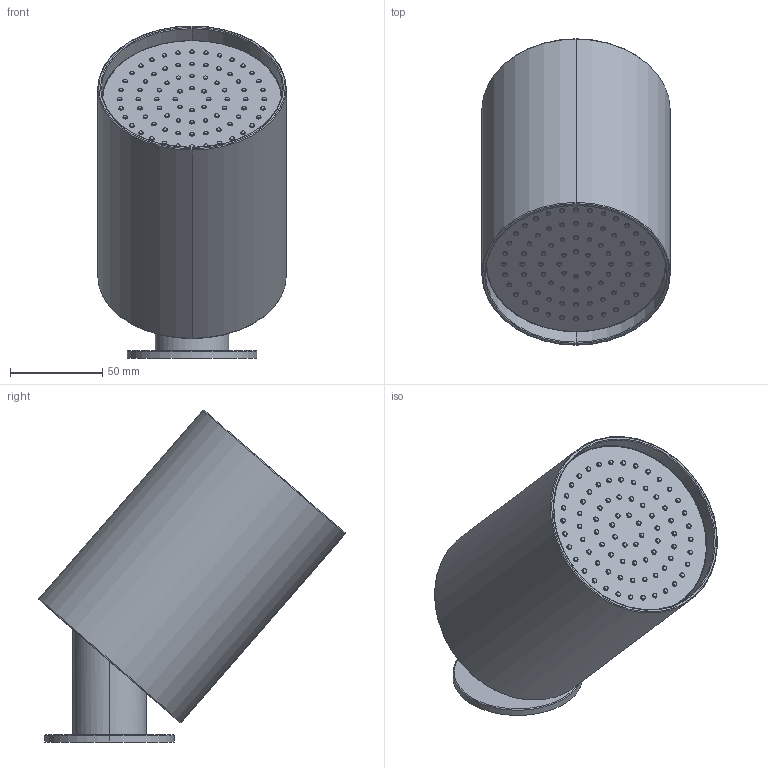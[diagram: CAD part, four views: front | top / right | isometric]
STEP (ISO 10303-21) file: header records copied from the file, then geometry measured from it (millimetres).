
FILE_DESCRIPTION (( 'STEP AP214' ), '1' );
FILE_NAME ('E044287-316.STEP', '2022-07-29T09:00:58', ( 'Solid' ), ( '' ), 'SwSTEP 2.0', 'SolidWorks 2019', '' );
FILE_SCHEMA (( 'AUTOMOTIVE_DESIGN' ));
Length unit declared in the file: millimetre
Products named in the file (1): E044287-316
Bounding box: 102 x 165.79 x 179.63 mm (x, y, z)
Volume: 1112205 mm3; surface area: 97653 mm2
Topology: 83 solids, 83 shells, 753 faces, 1500 edges, 996 vertices
Faces by surface type: cylinder 332, plane 249, cone 160, torus 12
Entity records: 21116 total; most frequent: DIRECTION 4012, CARTESIAN_POINT 3256, ORIENTED_EDGE 3000, AXIS2_PLACEMENT_3D 1760, EDGE_CURVE 1500, CIRCLE 1006, EDGE_LOOP 996, VERTEX_POINT 996
